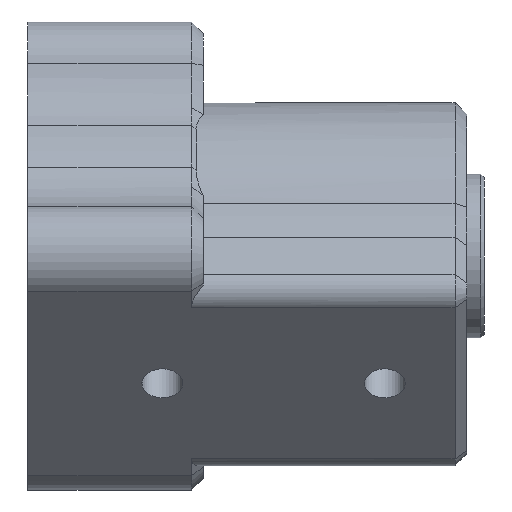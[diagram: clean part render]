
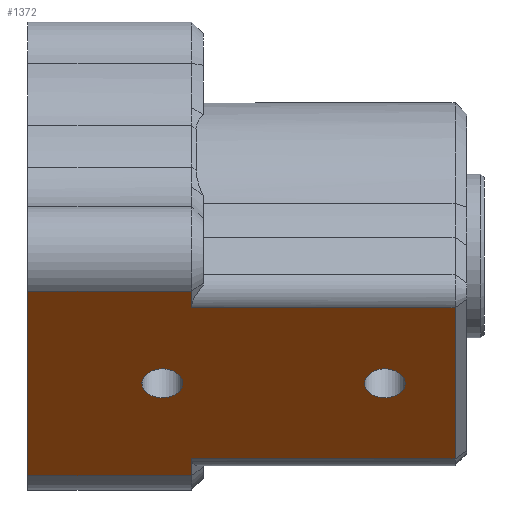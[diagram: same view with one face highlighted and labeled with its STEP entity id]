
A CAD part, left-side view. The second image highlights one B-rep face of the part: STEP entity #1372.
In plain terms, the highlighted planar face has unit normal (-0.707, 0, -0.707).
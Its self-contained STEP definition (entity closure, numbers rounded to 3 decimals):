
#59=FACE_BOUND('',#451,.T.);
#60=FACE_BOUND('',#452,.T.);
#86=LINE('',#2038,#177);
#108=LINE('',#2211,#199);
#115=LINE('',#2235,#206);
#122=LINE('',#2414,#213);
#144=LINE('',#2597,#235);
#149=LINE('',#2644,#240);
#154=LINE('',#2656,#245);
#155=LINE('',#2657,#246);
#177=VECTOR('',#1604,10.);
#199=VECTOR('',#1720,10.);
#206=VECTOR('',#1747,10.);
#213=VECTOR('',#1782,10.);
#235=VECTOR('',#1874,10.);
#240=VECTOR('',#1907,10.);
#245=VECTOR('',#1926,10.);
#246=VECTOR('',#1927,10.);
#356=FACE_OUTER_BOUND('',#450,.T.);
#450=EDGE_LOOP('',(#1194,#1195,#1196,#1197,#1198,#1199,#1200,#1201));
#451=EDGE_LOOP('',(#1202));
#452=EDGE_LOOP('',(#1203));
#473=CIRCLE('',#1398,1.75);
#556=CIRCLE('',#1538,1.75);
#562=VERTEX_POINT('',#1995);
#576=VERTEX_POINT('',#2035);
#577=VERTEX_POINT('',#2037);
#615=VERTEX_POINT('',#2203);
#617=VERTEX_POINT('',#2209);
#624=VERTEX_POINT('',#2233);
#643=VERTEX_POINT('',#2411);
#644=VERTEX_POINT('',#2413);
#669=VERTEX_POINT('',#2590);
#679=VERTEX_POINT('',#2658);
#683=EDGE_CURVE('',#562,#562,#473,.T.);
#700=EDGE_CURVE('',#576,#577,#86,.T.);
#758=EDGE_CURVE('',#617,#615,#108,.T.);
#771=EDGE_CURVE('',#624,#617,#115,.T.);
#793=EDGE_CURVE('',#643,#644,#122,.T.);
#842=EDGE_CURVE('',#669,#624,#144,.T.);
#856=EDGE_CURVE('',#577,#669,#149,.T.);
#861=EDGE_CURVE('',#576,#644,#154,.T.);
#862=EDGE_CURVE('',#615,#643,#155,.T.);
#863=EDGE_CURVE('',#679,#679,#556,.T.);
#1194=ORIENTED_EDGE('',*,*,#758,.F.);
#1195=ORIENTED_EDGE('',*,*,#771,.F.);
#1196=ORIENTED_EDGE('',*,*,#842,.F.);
#1197=ORIENTED_EDGE('',*,*,#856,.F.);
#1198=ORIENTED_EDGE('',*,*,#700,.F.);
#1199=ORIENTED_EDGE('',*,*,#861,.T.);
#1200=ORIENTED_EDGE('',*,*,#793,.F.);
#1201=ORIENTED_EDGE('',*,*,#862,.F.);
#1202=ORIENTED_EDGE('',*,*,#863,.T.);
#1203=ORIENTED_EDGE('',*,*,#683,.F.);
#1303=PLANE('',#1537);
#1372=ADVANCED_FACE('',(#356,#59,#60),#1303,.T.);
#1398=AXIS2_PLACEMENT_3D('',#1996,#1572,#1573);
#1537=AXIS2_PLACEMENT_3D('',#2655,#1924,#1925);
#1538=AXIS2_PLACEMENT_3D('',#2659,#1928,#1929);
#1572=DIRECTION('center_axis',(-0.707,0.,-0.707));
#1573=DIRECTION('ref_axis',(-0.707,0.,0.707));
#1604=DIRECTION('',(-0.707,0.,0.707));
#1720=DIRECTION('',(0.707,0.,-0.707));
#1747=DIRECTION('',(0.,-1.,0.));
#1782=DIRECTION('',(0.707,0.,-0.707));
#1874=DIRECTION('',(0.707,0.,-0.707));
#1907=DIRECTION('',(0.,-1.,0.));
#1924=DIRECTION('center_axis',(-0.707,0.,-0.707));
#1925=DIRECTION('ref_axis',(0.707,0.,-0.707));
#1926=DIRECTION('',(0.,-1.,0.));
#1927=DIRECTION('',(0.,1.,0.));
#1928=DIRECTION('center_axis',(0.707,0.,0.707));
#1929=DIRECTION('ref_axis',(-0.707,0.,0.707));
#1995=CARTESIAN_POINT('',(-32.493,120.869,-33.284));
#1996=CARTESIAN_POINT('Origin',(-33.73,120.869,-32.047));
#2035=CARTESIAN_POINT('',(-25.855,132.369,-39.922));
#2037=CARTESIAN_POINT('',(-41.605,132.369,-24.172));
#2038=CARTESIAN_POINT('',(-25.855,132.369,-39.922));
#2203=CARTESIAN_POINT('',(-27.269,95.869,-38.508));
#2209=CARTESIAN_POINT('',(-40.191,95.869,-25.586));
#2211=CARTESIAN_POINT('',(-37.668,95.869,-28.109));
#2233=CARTESIAN_POINT('',(-40.191,118.369,-25.586));
#2235=CARTESIAN_POINT('',(-40.191,132.369,-25.586));
#2411=CARTESIAN_POINT('',(-27.269,118.369,-38.508));
#2413=CARTESIAN_POINT('',(-25.855,118.369,-39.922));
#2414=CARTESIAN_POINT('',(-37.668,118.369,-28.109));
#2590=CARTESIAN_POINT('',(-41.605,118.369,-24.172));
#2597=CARTESIAN_POINT('',(-37.668,118.369,-28.109));
#2644=CARTESIAN_POINT('',(-41.605,132.369,-24.172));
#2655=CARTESIAN_POINT('Origin',(-41.605,132.369,-24.172));
#2656=CARTESIAN_POINT('',(-25.855,132.369,-39.922));
#2657=CARTESIAN_POINT('',(-27.269,132.369,-38.508));
#2658=CARTESIAN_POINT('',(-32.493,101.869,-33.284));
#2659=CARTESIAN_POINT('Origin',(-33.73,101.869,-32.047));
